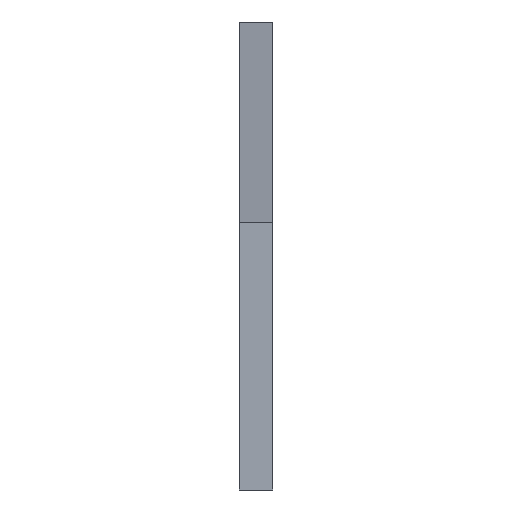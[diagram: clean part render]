
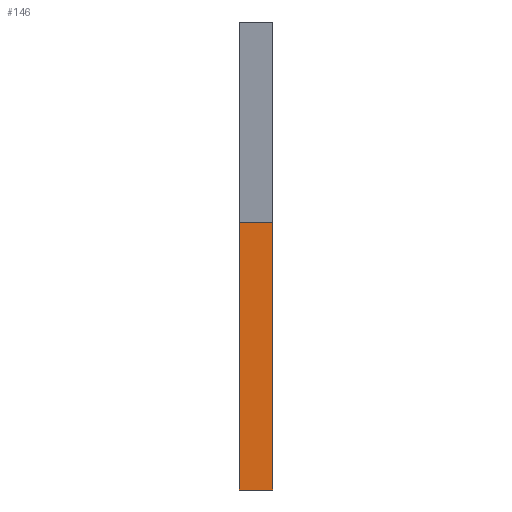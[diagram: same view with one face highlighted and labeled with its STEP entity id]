
A CAD part, left-side view. The second image highlights one B-rep face of the part: STEP entity #146.
In plain terms, the highlighted planar face has unit normal (-1, 0, 0).
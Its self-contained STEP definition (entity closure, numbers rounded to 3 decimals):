
#48 = DIRECTION ( 'NONE',  ( 0., 0., 1. ) ) ;
#49 = ORIENTED_EDGE ( 'NONE', *, *, #450, .T. ) ;
#87 = DIRECTION ( 'NONE',  ( 0., 0., 1. ) ) ;
#88 = LINE ( 'NONE', #376, #212 ) ;
#117 = VERTEX_POINT ( 'NONE', #265 ) ;
#143 = CARTESIAN_POINT ( 'NONE',  ( -455., 0., 0. ) ) ;
#146 = ADVANCED_FACE ( 'NONE', ( #526 ), #184, .F. ) ;
#161 = ORIENTED_EDGE ( 'NONE', *, *, #507, .F. ) ;
#183 = DIRECTION ( 'NONE',  ( 1., 0., 0. ) ) ;
#184 = PLANE ( 'NONE',  #392 ) ;
#212 = VECTOR ( 'NONE', #426, 1000. ) ;
#234 = DIRECTION ( 'NONE',  ( 0., 0., -1. ) ) ;
#240 = EDGE_LOOP ( 'NONE', ( #700, #161, #275, #49 ) ) ;
#257 = CARTESIAN_POINT ( 'NONE',  ( -455., 0., 0. ) ) ;
#265 = CARTESIAN_POINT ( 'NONE',  ( -455., 5., 40. ) ) ;
#275 = ORIENTED_EDGE ( 'NONE', *, *, #619, .F. ) ;
#279 = VECTOR ( 'NONE', #48, 1000. ) ;
#290 = VERTEX_POINT ( 'NONE', #459 ) ;
#316 = LINE ( 'NONE', #257, #360 ) ;
#360 = VECTOR ( 'NONE', #87, 1000. ) ;
#376 = CARTESIAN_POINT ( 'NONE',  ( -455., 5., 40. ) ) ;
#387 = LINE ( 'NONE', #536, #279 ) ;
#392 = AXIS2_PLACEMENT_3D ( 'NONE', #445, #183, #234 ) ;
#409 = DIRECTION ( 'NONE',  ( 0., -1., 0. ) ) ;
#410 = VERTEX_POINT ( 'NONE', #143 ) ;
#426 = DIRECTION ( 'NONE',  ( 0., -1., 0. ) ) ;
#444 = EDGE_CURVE ( 'NONE', #410, #290, #316, .T. ) ;
#445 = CARTESIAN_POINT ( 'NONE',  ( -455., 5., 0. ) ) ;
#450 = EDGE_CURVE ( 'NONE', #494, #410, #525, .T. ) ;
#451 = VECTOR ( 'NONE', #409, 1000. ) ;
#459 = CARTESIAN_POINT ( 'NONE',  ( -455., 0., 40. ) ) ;
#494 = VERTEX_POINT ( 'NONE', #692 ) ;
#507 = EDGE_CURVE ( 'NONE', #117, #290, #88, .T. ) ;
#525 = LINE ( 'NONE', #632, #451 ) ;
#526 = FACE_OUTER_BOUND ( 'NONE', #240, .T. ) ;
#536 = CARTESIAN_POINT ( 'NONE',  ( -455., 5., 0. ) ) ;
#619 = EDGE_CURVE ( 'NONE', #494, #117, #387, .T. ) ;
#632 = CARTESIAN_POINT ( 'NONE',  ( -455., 5., 0. ) ) ;
#692 = CARTESIAN_POINT ( 'NONE',  ( -455., 5., 0. ) ) ;
#700 = ORIENTED_EDGE ( 'NONE', *, *, #444, .T. ) ;
